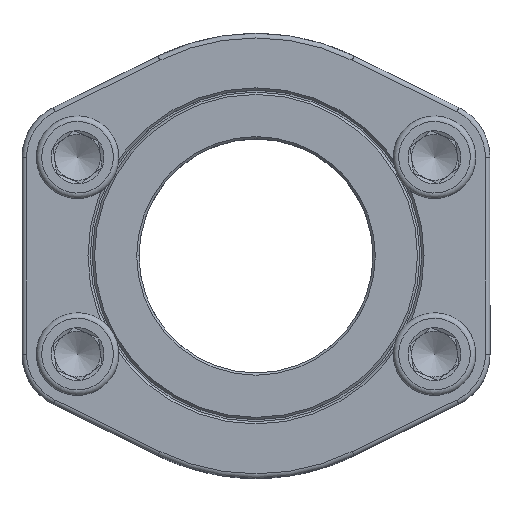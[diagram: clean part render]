
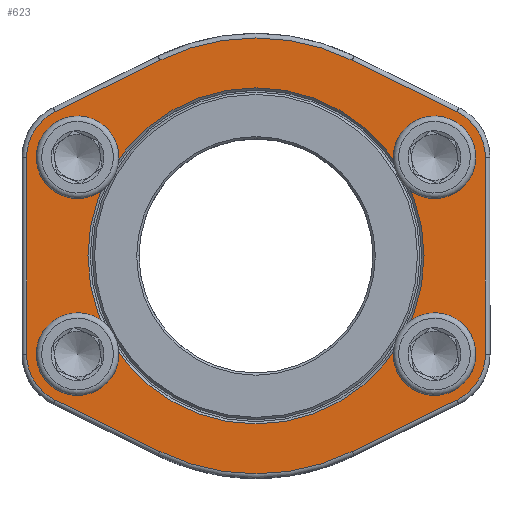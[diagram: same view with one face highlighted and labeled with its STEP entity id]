
A CAD part, top view. The second image highlights one B-rep face of the part: STEP entity #623.
In plain terms, the highlighted face is planar.
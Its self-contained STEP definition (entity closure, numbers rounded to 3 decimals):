
#222=LINE('',#3660,#282);
#223=LINE('',#3665,#283);
#224=LINE('',#3669,#284);
#225=LINE('',#3673,#285);
#226=LINE('',#3677,#286);
#227=LINE('',#3681,#287);
#282=VECTOR('',#2800,1.);
#283=VECTOR('',#2803,1.);
#284=VECTOR('',#2806,1.);
#285=VECTOR('',#2809,1.);
#286=VECTOR('',#2812,1.);
#287=VECTOR('',#2815,1.);
#481=FACE_BOUND('',#917,.T.);
#482=FACE_BOUND('',#918,.T.);
#483=FACE_BOUND('',#919,.T.);
#484=FACE_BOUND('',#920,.T.);
#485=FACE_BOUND('',#921,.T.);
#486=FACE_BOUND('',#922,.T.);
#623=ADVANCED_FACE('',(#481,#482,#483,#484,#485,#486),#733,.T.);
#733=PLANE('',#2311);
#917=EDGE_LOOP('',(#1304));
#918=EDGE_LOOP('',(#1305));
#919=EDGE_LOOP('',(#1306));
#920=EDGE_LOOP('',(#1307));
#921=EDGE_LOOP('',(#1308,#1309,#1310,#1311,#1312,#1313,#1314,#1315,#1316,
#1317,#1318,#1319));
#922=EDGE_LOOP('',(#1320));
#1304=ORIENTED_EDGE('',*,*,#1908,.T.);
#1305=ORIENTED_EDGE('',*,*,#1909,.T.);
#1306=ORIENTED_EDGE('',*,*,#1910,.T.);
#1307=ORIENTED_EDGE('',*,*,#1911,.T.);
#1308=ORIENTED_EDGE('',*,*,#1912,.T.);
#1309=ORIENTED_EDGE('',*,*,#1913,.T.);
#1310=ORIENTED_EDGE('',*,*,#1914,.T.);
#1311=ORIENTED_EDGE('',*,*,#1915,.T.);
#1312=ORIENTED_EDGE('',*,*,#1916,.T.);
#1313=ORIENTED_EDGE('',*,*,#1917,.T.);
#1314=ORIENTED_EDGE('',*,*,#1918,.T.);
#1315=ORIENTED_EDGE('',*,*,#1919,.T.);
#1316=ORIENTED_EDGE('',*,*,#1920,.T.);
#1317=ORIENTED_EDGE('',*,*,#1921,.T.);
#1318=ORIENTED_EDGE('',*,*,#1922,.T.);
#1319=ORIENTED_EDGE('',*,*,#1923,.T.);
#1320=ORIENTED_EDGE('',*,*,#1924,.T.);
#1686=VERTEX_POINT('',#3653);
#1687=VERTEX_POINT('',#3655);
#1688=VERTEX_POINT('',#3657);
#1689=VERTEX_POINT('',#3659);
#1690=VERTEX_POINT('',#3661);
#1691=VERTEX_POINT('',#3662);
#1692=VERTEX_POINT('',#3664);
#1693=VERTEX_POINT('',#3666);
#1694=VERTEX_POINT('',#3668);
#1695=VERTEX_POINT('',#3670);
#1696=VERTEX_POINT('',#3672);
#1697=VERTEX_POINT('',#3674);
#1698=VERTEX_POINT('',#3676);
#1699=VERTEX_POINT('',#3678);
#1700=VERTEX_POINT('',#3680);
#1701=VERTEX_POINT('',#3682);
#1702=VERTEX_POINT('',#3685);
#1908=EDGE_CURVE('',#1686,#1686,#2082,.T.);
#1909=EDGE_CURVE('',#1687,#1687,#2083,.T.);
#1910=EDGE_CURVE('',#1688,#1688,#2084,.T.);
#1911=EDGE_CURVE('',#1689,#1689,#2085,.T.);
#1912=EDGE_CURVE('',#1690,#1691,#222,.T.);
#1913=EDGE_CURVE('',#1691,#1692,#2086,.T.);
#1914=EDGE_CURVE('',#1692,#1693,#223,.T.);
#1915=EDGE_CURVE('',#1693,#1694,#2087,.T.);
#1916=EDGE_CURVE('',#1694,#1695,#224,.T.);
#1917=EDGE_CURVE('',#1695,#1696,#2088,.T.);
#1918=EDGE_CURVE('',#1696,#1697,#225,.T.);
#1919=EDGE_CURVE('',#1697,#1698,#2089,.T.);
#1920=EDGE_CURVE('',#1698,#1699,#226,.T.);
#1921=EDGE_CURVE('',#1699,#1700,#2090,.T.);
#1922=EDGE_CURVE('',#1700,#1701,#227,.T.);
#1923=EDGE_CURVE('',#1701,#1690,#2091,.T.);
#1924=EDGE_CURVE('',#1702,#1702,#2092,.T.);
#2082=CIRCLE('',#2300,7.);
#2083=CIRCLE('',#2301,7.);
#2084=CIRCLE('',#2302,7.);
#2085=CIRCLE('',#2303,7.);
#2086=CIRCLE('',#2304,11.1);
#2087=CIRCLE('',#2305,11.1);
#2088=CIRCLE('',#2306,47.5);
#2089=CIRCLE('',#2307,11.1);
#2090=CIRCLE('',#2308,11.1);
#2091=CIRCLE('',#2309,47.5);
#2092=CIRCLE('',#2310,36.625);
#2300=AXIS2_PLACEMENT_3D('',#3652,#2792,#2793);
#2301=AXIS2_PLACEMENT_3D('',#3654,#2794,#2795);
#2302=AXIS2_PLACEMENT_3D('',#3656,#2796,#2797);
#2303=AXIS2_PLACEMENT_3D('',#3658,#2798,#2799);
#2304=AXIS2_PLACEMENT_3D('',#3663,#2801,#2802);
#2305=AXIS2_PLACEMENT_3D('',#3667,#2804,#2805);
#2306=AXIS2_PLACEMENT_3D('',#3671,#2807,#2808);
#2307=AXIS2_PLACEMENT_3D('',#3675,#2810,#2811);
#2308=AXIS2_PLACEMENT_3D('',#3679,#2813,#2814);
#2309=AXIS2_PLACEMENT_3D('',#3683,#2816,#2817);
#2310=AXIS2_PLACEMENT_3D('',#3684,#2818,#2819);
#2311=AXIS2_PLACEMENT_3D('',#3686,#2820,#2821);
#2792=DIRECTION('',(0.,0.,1.));
#2793=DIRECTION('',(-1.,0.,0.));
#2794=DIRECTION('',(0.,0.,1.));
#2795=DIRECTION('',(-1.,0.,0.));
#2796=DIRECTION('',(0.,0.,1.));
#2797=DIRECTION('',(-1.,0.,0.));
#2798=DIRECTION('',(0.,0.,1.));
#2799=DIRECTION('',(-1.,0.,0.));
#2800=DIRECTION('',(-0.898,0.441,0.));
#2801=DIRECTION('',(0.,0.,-1.));
#2802=DIRECTION('',(-1.,0.,0.));
#2803=DIRECTION('',(0.,1.,0.));
#2804=DIRECTION('',(0.,0.,-1.));
#2805=DIRECTION('',(-1.,0.,0.));
#2806=DIRECTION('',(0.898,0.441,0.));
#2807=DIRECTION('',(0.,0.,-1.));
#2808=DIRECTION('',(-1.,0.,0.));
#2809=DIRECTION('',(0.898,-0.441,0.));
#2810=DIRECTION('',(0.,0.,-1.));
#2811=DIRECTION('',(-1.,0.,0.));
#2812=DIRECTION('',(0.,-1.,0.));
#2813=DIRECTION('',(0.,0.,-1.));
#2814=DIRECTION('',(-1.,0.,0.));
#2815=DIRECTION('',(-0.898,-0.441,0.));
#2816=DIRECTION('',(0.,0.,-1.));
#2817=DIRECTION('',(-1.,0.,0.));
#2818=DIRECTION('',(0.,0.,1.));
#2819=DIRECTION('',(-1.,0.,0.));
#2820=DIRECTION('',(0.,0.,-1.));
#2821=DIRECTION('',(-1.,0.,0.));
#3652=CARTESIAN_POINT('',(38.9,-21.45,0.));
#3653=CARTESIAN_POINT('',(31.9,-21.45,0.));
#3654=CARTESIAN_POINT('',(38.9,21.45,0.));
#3655=CARTESIAN_POINT('',(31.9,21.45,0.));
#3656=CARTESIAN_POINT('',(-38.9,21.45,0.));
#3657=CARTESIAN_POINT('',(-45.9,21.45,0.));
#3658=CARTESIAN_POINT('',(-38.9,-21.45,0.));
#3659=CARTESIAN_POINT('',(-45.9,-21.45,0.));
#3660=CARTESIAN_POINT('',(18.892,-62.195,0.));
#3661=CARTESIAN_POINT('',(-20.937,-42.637,0.));
#3662=CARTESIAN_POINT('',(-43.793,-31.414,0.));
#3663=CARTESIAN_POINT('',(-38.9,-21.45,0.));
#3664=CARTESIAN_POINT('',(-50.,-21.45,0.));
#3665=CARTESIAN_POINT('',(-50.,-21.45,0.));
#3666=CARTESIAN_POINT('',(-50.,21.45,0.));
#3667=CARTESIAN_POINT('',(-38.9,21.45,0.));
#3668=CARTESIAN_POINT('',(-43.793,31.414,0.));
#3669=CARTESIAN_POINT('',(1.919,53.86,0.));
#3670=CARTESIAN_POINT('',(-20.937,42.637,0.));
#3671=CARTESIAN_POINT('',(0.,0.,0.));
#3672=CARTESIAN_POINT('',(20.937,42.637,0.));
#3673=CARTESIAN_POINT('',(60.766,23.079,0.));
#3674=CARTESIAN_POINT('',(43.793,31.414,0.));
#3675=CARTESIAN_POINT('',(38.9,21.45,0.));
#3676=CARTESIAN_POINT('',(50.,21.45,0.));
#3677=CARTESIAN_POINT('',(50.,-21.45,0.));
#3678=CARTESIAN_POINT('',(50.,-21.45,0.));
#3679=CARTESIAN_POINT('',(38.9,-21.45,0.));
#3680=CARTESIAN_POINT('',(43.793,-31.414,0.));
#3681=CARTESIAN_POINT('',(43.793,-31.414,0.));
#3682=CARTESIAN_POINT('',(20.937,-42.637,0.));
#3683=CARTESIAN_POINT('',(0.,0.,0.));
#3684=CARTESIAN_POINT('',(0.,0.,0.));
#3685=CARTESIAN_POINT('',(-36.625,0.,0.));
#3686=CARTESIAN_POINT('',(38.9,-21.45,0.));
